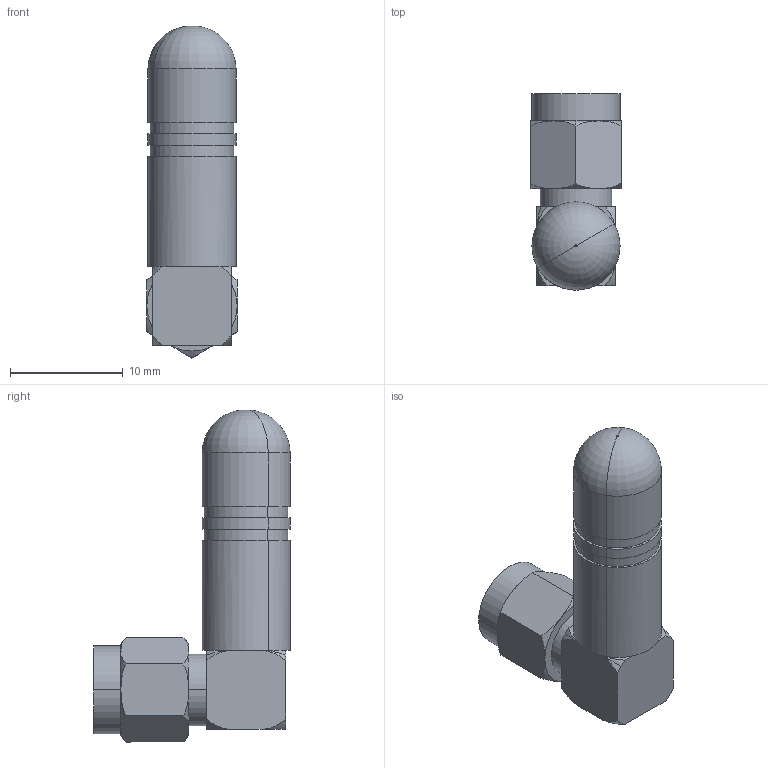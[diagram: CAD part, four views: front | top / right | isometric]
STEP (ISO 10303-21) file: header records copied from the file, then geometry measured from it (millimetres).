
FILE_DESCRIPTION (( 'STEP AP214' ), '1' );
FILE_NAME ('GW.26.0152_Web.STEP', '2020-01-03T02:45:41', ( '' ), ( '' ), 'SwSTEP 2.0', 'SolidWorks 2017', '' );
FILE_SCHEMA (( 'AUTOMOTIVE_DESIGN' ));
Length unit declared in the file: millimetre
Products named in the file (1): GW.26.0152_Web
Bounding box: 8 x 17.4 x 29.42 mm (x, y, z)
Surface area: 1210 mm2 (no closed solid volume)
Topology: 0 solids, 2 shells, 93 faces, 229 edges, 144 vertices
Faces by surface type: cylinder 36, plane 28, bspline 15, torus 14
Entity records: 4987 total; most frequent: CARTESIAN_POINT 1967, ORIENTED_EDGE 426, DIRECTION 382, EDGE_CURVE 229, AXIS2_PLACEMENT_3D 159, VERTEX_POINT 144, EDGE_LOOP 102, UNCERTAINTY_MEASURE_WITH_UNIT 95
